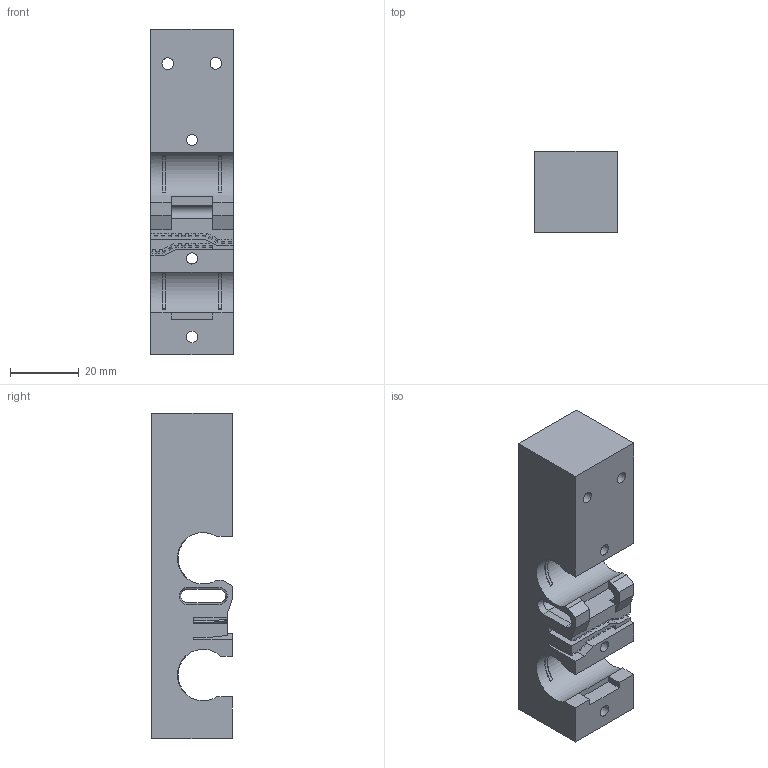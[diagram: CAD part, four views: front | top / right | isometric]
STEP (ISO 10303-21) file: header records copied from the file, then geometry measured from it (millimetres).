
FILE_DESCRIPTION(/* description */ ('','CAx-IF Rec.Pracs.---Representation and Presentation of Product Manufacturing Information (PMI)---4.0---2014-10-13'),/* implementation_level */ '2;1');
FILE_NAME(/* name */ 'Carriage-Prusa-Mini+.step',/* time_stamp */ '2024-12-08T22:49:24+01:00',/* author */ (''),/* organization */ (''),/* preprocessor_version */ 'ST-DEVELOPER v20',/* originating_system */ 'Autodesk Translation Framework v13.20.0.188',/* authorisation */ '');
FILE_SCHEMA (('AP242_MANAGED_MODEL_BASED_3D_ENGINEERING_MIM_LF { 1 0 10303 442 1 1 4 }'));
Length unit declared in the file: millimetre
Products named in the file (1): Pellet Adapter von Marvin neu v57
Bounding box: 24 x 23.5 x 94.68 mm (x, y, z)
Volume: 37730.2 mm3; surface area: 13997.6 mm2
Topology: 1 solids, 1 shells, 230 faces, 649 edges, 423 vertices
Faces by surface type: plane 208, cylinder 16, cone 6
Full cylindrical faces by diameter (mm): 3.3 x2, 3.4 x3, 6 x2
Entity records: 7361 total; most frequent: CARTESIAN_POINT 1303, ORIENTED_EDGE 1298, DIRECTION 1174, EDGE_CURVE 649, LINE 586, VECTOR 586, VERTEX_POINT 423, AXIS2_PLACEMENT_3D 294
